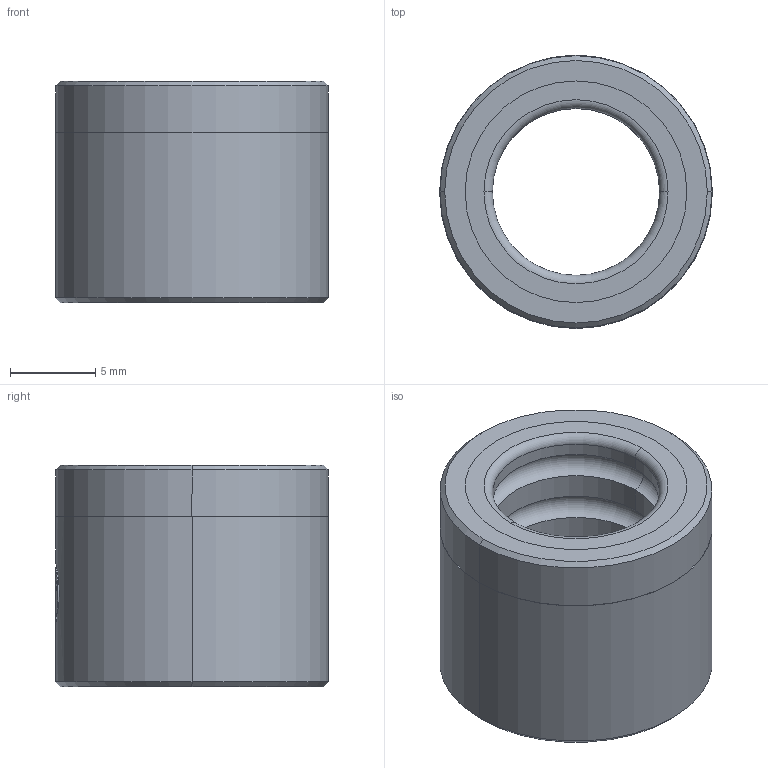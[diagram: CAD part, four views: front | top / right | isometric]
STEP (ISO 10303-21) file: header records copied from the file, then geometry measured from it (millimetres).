
FILE_DESCRIPTION (( 'STEP AP214' ), '1' );
FILE_NAME ('SGCZ-D16-d10-13.STEP', '2021-07-31T06:26:13', ( 'User' ), ( 'china' ), 'SwSTEP 2.0', 'SolidWorks 2016', '' );
FILE_SCHEMA (( 'AUTOMOTIVE_DESIGN' ));
Length unit declared in the file: millimetre
Products named in the file (3): SGCZ-D16-d10-13; SGCZ-D16-D10-13肣杶; SGCZ-D16-D10-13詩杶
Assembly tree (2 placements, depth 2):
  SGCZ-D16-d10-13
    SGCZ-D16-D10-13詩杶
    SGCZ-D16-D10-13肣杶
Bounding box: 16 x 16 x 13 mm (x, y, z)
Volume: 1514.7 mm3; surface area: 2456.9 mm2
Topology: 2 solids, 2 shells, 59 faces, 132 edges, 80 vertices
Faces by surface type: cylinder 30, plane 13, torus 12, cone 4
Entity records: 1920 total; most frequent: CARTESIAN_POINT 496, DIRECTION 296, ORIENTED_EDGE 264, EDGE_CURVE 132, AXIS2_PLACEMENT_3D 124, VERTEX_POINT 80, EDGE_LOOP 66, CIRCLE 60
